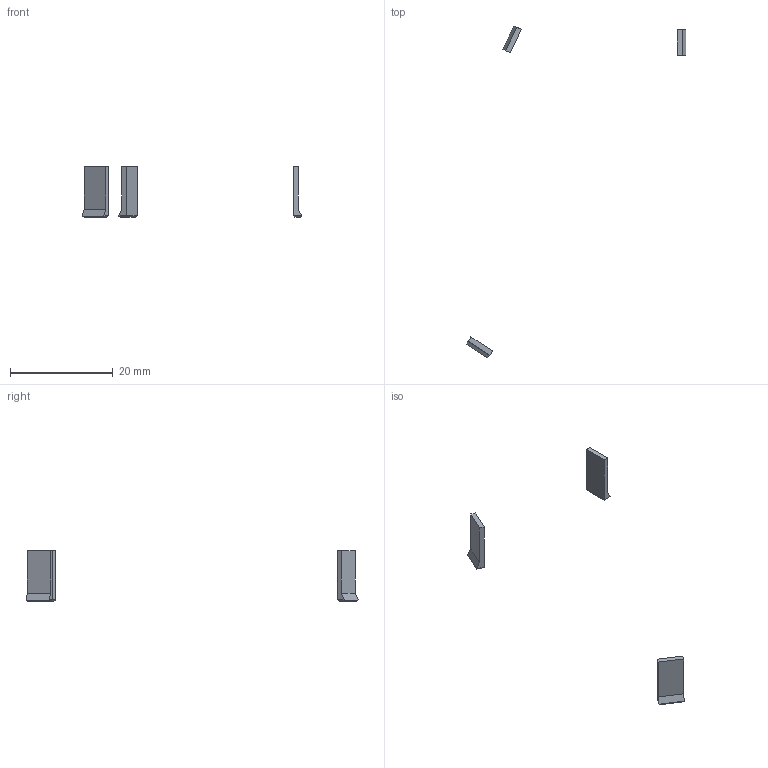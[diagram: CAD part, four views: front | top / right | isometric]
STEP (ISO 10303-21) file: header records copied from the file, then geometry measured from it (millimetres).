
FILE_DESCRIPTION(/* description */ (''),/* implementation_level */ '2;1');
FILE_NAME(/* name */ 'Birdy44 v25-CoverTabs.step',/* time_stamp */ '2023-09-19T15:33:45+02:00',/* author */ (''),/* organization */ (''),/* preprocessor_version */ 'ST-DEVELOPER v20',/* originating_system */ 'Autodesk Translation Framework v12.14.0.127',/* authorisation */ '');
FILE_SCHEMA (('AUTOMOTIVE_DESIGN { 1 0 10303 214 3 1 1 }'));
Length unit declared in the file: millimetre
Products named in the file (2): Birdy44; Cover
Assembly tree (1 placements, depth 2):
  Birdy44
    Cover
Bounding box: 42.67 x 64.62 x 9.9 mm (x, y, z)
Volume: 155.8 mm3; surface area: 394.6 mm2
Topology: 3 solids, 3 shells, 33 faces, 75 edges, 48 vertices
Faces by surface type: plane 33
Entity records: 966 total; most frequent: CARTESIAN_POINT 159, ORIENTED_EDGE 150, DIRECTION 147, LINE 75, VECTOR 75, EDGE_CURVE 75, VERTEX_POINT 48, AXIS2_PLACEMENT_3D 36
